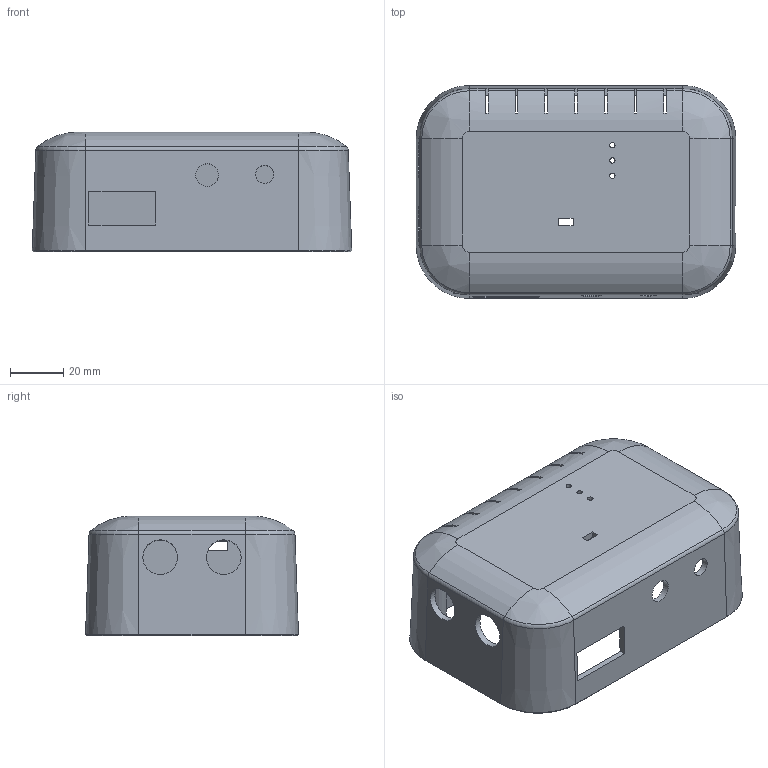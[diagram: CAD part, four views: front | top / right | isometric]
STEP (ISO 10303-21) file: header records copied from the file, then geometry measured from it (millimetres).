
FILE_DESCRIPTION(('FreeCAD Model'),'2;1');
FILE_NAME('Open CASCADE Shape Model','2024-12-17T15:12:09',(''),(''), 'Open CASCADE STEP processor 7.7','FreeCAD','Unknown');
FILE_SCHEMA(('AUTOMOTIVE_DESIGN { 1 0 10303 214 1 1 1 1 }'));
Length unit declared in the file: millimetre
Products named in the file (1): 1556C Top Cut002
Bounding box: 119.97 x 79.97 x 45 mm (x, y, z)
Volume: 60445.5 mm3; surface area: 51265 mm2
Topology: 1 solids, 1 shells, 372 faces, 1000 edges, 638 vertices
Faces by surface type: plane 155, bspline 113, cylinder 38, cone 36, torus 22, sphere 8
Full cylindrical faces by diameter (mm): 2 x3, 6.8 x1, 8.6 x1, 13 x2
Entity records: 14605 total; most frequent: CARTESIAN_POINT 5832, ORIENTED_EDGE 2000, DIRECTION 1541, EDGE_CURVE 1000, VERTEX_POINT 638, AXIS2_PLACEMENT_3D 539, LINE 463, VECTOR 463
